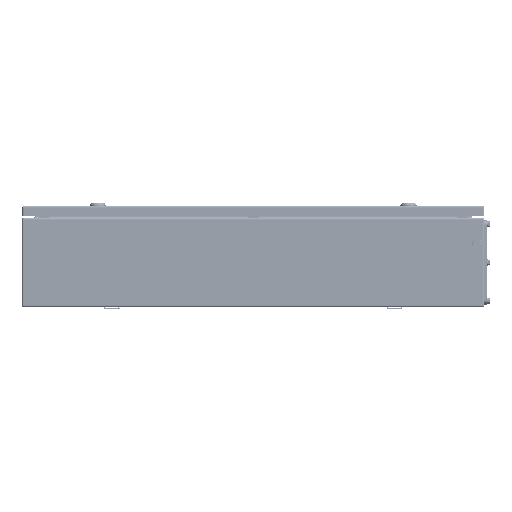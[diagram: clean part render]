
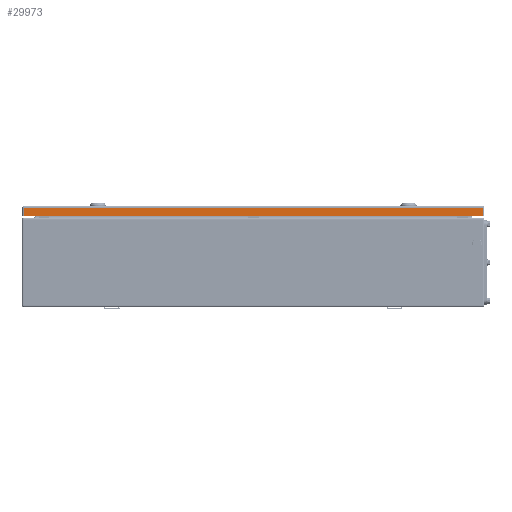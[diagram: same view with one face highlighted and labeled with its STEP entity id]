
A CAD part, left-side view. The second image highlights one B-rep face of the part: STEP entity #29973.
In plain terms, the highlighted planar face has unit normal (-1, 0, 0).
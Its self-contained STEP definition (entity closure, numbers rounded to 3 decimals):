
#29946=AXIS2_PLACEMENT_3D('Plane Axis2P3D',#29943,#29944,#29945) ;
#29810=CARTESIAN_POINT('Line Origine',(41.,468.,183.5)) ;
#29814=CARTESIAN_POINT('Vertex',(41.,921.5,183.5)) ;
#29816=CARTESIAN_POINT('Vertex',(41.,14.5,183.5)) ;
#29943=CARTESIAN_POINT('Axis2P3D Location',(41.,11.5,183.5)) ;
#29948=CARTESIAN_POINT('Line Origine',(41.,14.5,192.)) ;
#29952=CARTESIAN_POINT('Vertex',(41.,14.5,200.5)) ;
#29955=CARTESIAN_POINT('Line Origine',(41.,468.,200.5)) ;
#29959=CARTESIAN_POINT('Vertex',(41.,921.5,200.5)) ;
#29962=CARTESIAN_POINT('Line Origine',(41.,921.5,192.)) ;
#29811=DIRECTION('Vector Direction',(0.,-1.,0.)) ;
#29944=DIRECTION('Axis2P3D Direction',(-1.,0.,0.)) ;
#29945=DIRECTION('Axis2P3D XDirection',(0.,-1.,0.)) ;
#29949=DIRECTION('Vector Direction',(0.,0.,1.)) ;
#29956=DIRECTION('Vector Direction',(0.,1.,0.)) ;
#29963=DIRECTION('Vector Direction',(0.,0.,-1.)) ;
#29812=VECTOR('Line Direction',#29811,1.) ;
#29950=VECTOR('Line Direction',#29949,1.) ;
#29957=VECTOR('Line Direction',#29956,1.) ;
#29964=VECTOR('Line Direction',#29963,1.) ;
#29968=ORIENTED_EDGE('',*,*,#29954,.T.) ;
#29969=ORIENTED_EDGE('',*,*,#29961,.T.) ;
#29970=ORIENTED_EDGE('',*,*,#29966,.T.) ;
#29971=ORIENTED_EDGE('',*,*,#29818,.T.) ;
#29973=ADVANCED_FACE('51374_ASM_DE_KTB_QL_XXXxXXX_S3D-1/DE_QL_S3D-1-solid1',(#29972),#29947,.T.) ;
#29818=EDGE_CURVE('',#29815,#29817,#29813,.T.) ;
#29954=EDGE_CURVE('',#29817,#29953,#29951,.T.) ;
#29961=EDGE_CURVE('',#29953,#29960,#29958,.T.) ;
#29966=EDGE_CURVE('',#29960,#29815,#29965,.T.) ;
#29967=EDGE_LOOP('',(#29968,#29969,#29970,#29971)) ;
#29972=FACE_OUTER_BOUND('',#29967,.T.) ;
#29813=LINE('Line',#29810,#29812) ;
#29951=LINE('Line',#29948,#29950) ;
#29958=LINE('Line',#29955,#29957) ;
#29965=LINE('Line',#29962,#29964) ;
#29947=PLANE('',#29946) ;
#29815=VERTEX_POINT('',#29814) ;
#29817=VERTEX_POINT('',#29816) ;
#29953=VERTEX_POINT('',#29952) ;
#29960=VERTEX_POINT('',#29959) ;
